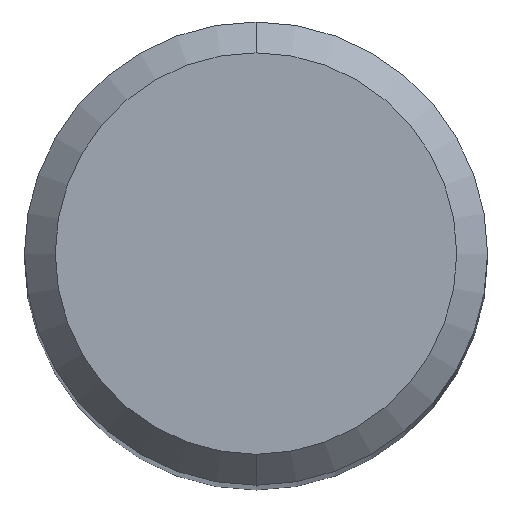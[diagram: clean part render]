
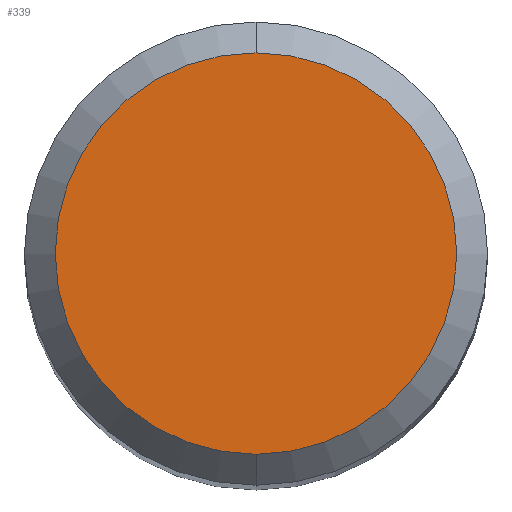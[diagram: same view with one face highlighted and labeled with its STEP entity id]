
A CAD part, top view. The second image highlights one B-rep face of the part: STEP entity #339.
In plain terms, the highlighted planar face has unit normal (0, 0, 1).
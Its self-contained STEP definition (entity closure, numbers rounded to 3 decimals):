
#219=EDGE_CURVE('',#383,#397,#500,.T.);
#339=ADVANCED_FACE('',(#632),#633,.T.);
#377=EDGE_CURVE('',#397,#383,#676,.T.);
#383=VERTEX_POINT('',#682);
#397=VERTEX_POINT('',#697);
#500=CIRCLE('',#857,2.6);
#632=FACE_OUTER_BOUND('',#1133,.T.);
#633=PLANE('',#1134);
#676=CIRCLE('',#1223,2.6);
#682=CARTESIAN_POINT('',(0.0,2.6,0.0));
#697=CARTESIAN_POINT('',(0.,-2.6,0.0));
#857=AXIS2_PLACEMENT_3D('',#1364,#1365,#1366);
#1133=EDGE_LOOP('',(#1511,#1512));
#1134=AXIS2_PLACEMENT_3D('',#1513,#1514,#1515);
#1223=AXIS2_PLACEMENT_3D('',#1573,#1574,#1575);
#1364=CARTESIAN_POINT('',(0.0,0.0,0.0));
#1365=DIRECTION('',(0.0,0.0,-1.0));
#1366=DIRECTION('',(0.0,1.0,0.0));
#1511=ORIENTED_EDGE('',*,*,#219,.F.);
#1512=ORIENTED_EDGE('',*,*,#377,.F.);
#1513=CARTESIAN_POINT('',(0.0,1.3,0.0));
#1514=DIRECTION('',(-0.0,0.0,1.0));
#1515=DIRECTION('',(0.0,-1.0,0.0));
#1573=CARTESIAN_POINT('',(0.0,0.0,0.0));
#1574=DIRECTION('',(0.0,0.0,-1.0));
#1575=DIRECTION('',(0.0,1.0,0.0));
